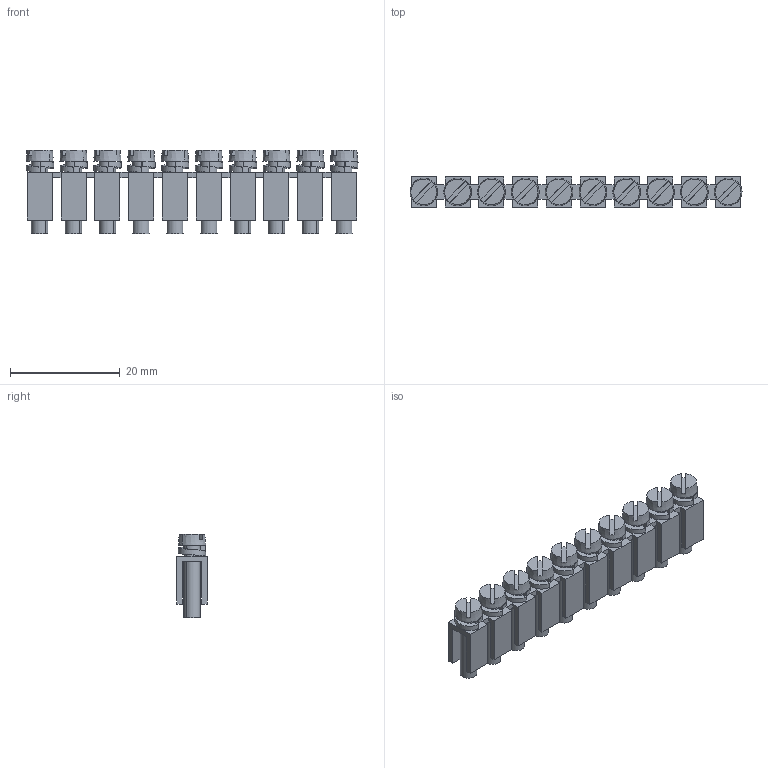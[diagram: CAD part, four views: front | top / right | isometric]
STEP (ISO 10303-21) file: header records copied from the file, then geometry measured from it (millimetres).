
FILE_DESCRIPTION(('Creo Elements/Direct Modeling STEP Export'),'2;1');
FILE_NAME('model.stp','2020-01-23T 0:26:33',(''),(''),'Creo Elements/Direct Modeling STEP processor for AP214 (Solid Model)','Creo Elements/Direct Modeling 20.1A 29-Sep-2018 (C) Parametric Technology GmbH','');
FILE_SCHEMA(('AUTOMOTIVE_DESIGN { 1 0 10303 214 1 1 1 1 }'));
Length unit declared in the file: millimetre
Products named in the file (2): FB_10_6_EX-select
Assembly tree (1 placements, depth 2):
  FB_10_6_EX-select
    FB_10_6_EX-select
Bounding box: 60.37 x 5.5 x 15.2 mm (x, y, z)
Volume: 2295.8 mm3; surface area: 4537.9 mm2
Topology: 1 solids, 1 shells, 328 faces, 898 edges, 602 vertices
Faces by surface type: plane 208, cylinder 80, bspline 20, cone 20
Entity records: 27773 total; most frequent: CARTESIAN_POINT 17635, ORIENTED_EDGE 1796, DIRECTION 1165, EDGE_CURVE 898, VERTEX_POINT 602, VECTOR 481, LINE 481, EDGE_LOOP 358
